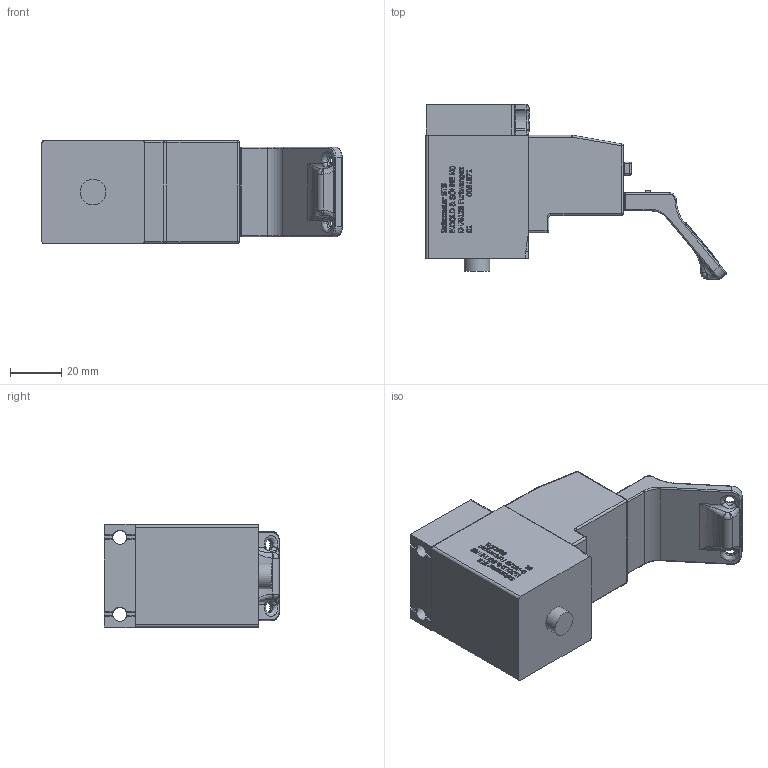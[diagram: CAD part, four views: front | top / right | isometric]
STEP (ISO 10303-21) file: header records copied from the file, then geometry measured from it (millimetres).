
FILE_DESCRIPTION (( 'STEP AP214' ), '1' );
FILE_NAME ('01-SAFETY-KEY-SET.STEP', '2018-05-11T15:35:58', ( '' ), ( '' ), 'SwSTEP 2.0', 'SolidWorks 2017', '' );
FILE_SCHEMA (( 'AUTOMOTIVE_DESIGN' ));
Length unit declared in the file: inch
Products named in the file (1): 01-SAFETY-KEY-SET
Bounding box: 117.08 x 68.23 x 40.25 mm (x, y, z)
Volume: 153041.6 mm3; surface area: 32930 mm2
Topology: 8 solids, 8 shells, 1965 faces, 5078 edges, 3172 vertices
Faces by surface type: plane 814, bspline 749, cylinder 389, torus 12, cone 1
Full cylindrical faces by diameter (mm): 2 x1, 2.459 x1, 3.4 x1, 4 x3, 4.1 x1, 5.5 x2, 10 x3
Entity records: 95736 total; most frequent: CARTESIAN_POINT 27940, ORIENTED_EDGE 9948, DIRECTION 6450, EDGE_CURVE 4974, VERTEX_POINT 3159, VECTOR 2916, LINE 2916, EDGE_LOOP 2123
